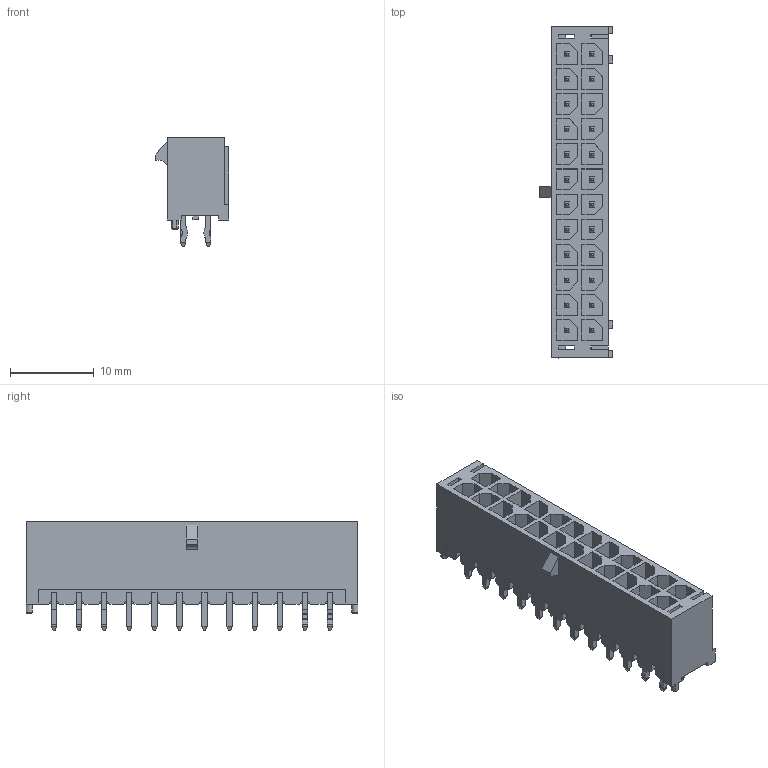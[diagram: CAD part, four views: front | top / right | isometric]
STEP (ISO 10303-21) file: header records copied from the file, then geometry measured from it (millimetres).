
FILE_DESCRIPTION(/* description */ ('Unknown'),/* implementation_level */ '2;1');
FILE_NAME(/* name */ '66202421122',/* time_stamp */ '2022-01-10T16:30:17+01:00',/* author */ ('Unknown'),/* organization */ ('Unknown'),/* preprocessor_version */ 'ST-DEVELOPER v16.7',/* originating_system */ 'Solid Edge',/* authorisation */ 'Unknown');
FILE_SCHEMA (('AUTOMOTIVE_DESIGN {1 0 10303 214 3 1 1}'));
Length unit declared in the file: millimetre
Products named in the file (4): 6620xx21122; 66202421122; 6620xx21122_PIN; 6620xx21122_PIN2
Assembly tree (31 placements, depth 2):
  6620xx21122
    66202421122
    6620xx21122_PIN  x10
    6620xx21122_PIN2  x20
Bounding box: 8.76 x 39.7 x 13.1 mm (x, y, z)
Volume: 1679.4 mm3; surface area: 4392.7 mm2
Topology: 31 solids, 31 shells, 1103 faces, 3030 edges, 1938 vertices
Faces by surface type: plane 1032, cylinder 65, cone 6
Entity records: 21288 total; most frequent: CARTESIAN_POINT 3875, ORIENTED_EDGE 3836, DIRECTION 3200, EDGE_CURVE 1918, LINE 1874, VECTOR 1874, VERTEX_POINT 1272, AXIS2_PLACEMENT_3D 663
